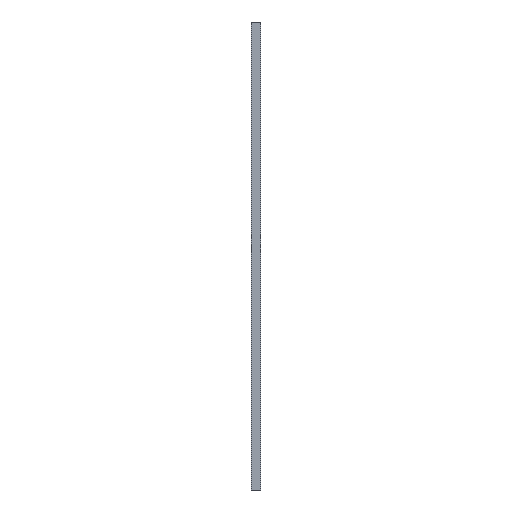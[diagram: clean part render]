
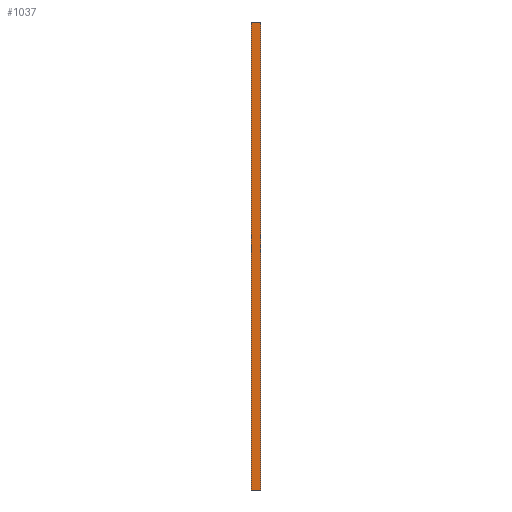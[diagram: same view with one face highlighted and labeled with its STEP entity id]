
A CAD part, left-side view. The second image highlights one B-rep face of the part: STEP entity #1037.
In plain terms, the highlighted planar face has unit normal (-1, 0, 0).
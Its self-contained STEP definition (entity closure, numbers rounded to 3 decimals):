
#13=DIRECTION('',(0.,0.,1.));
#14=VECTOR('',#13,100.);
#15=CARTESIAN_POINT('',(0.,0.,-100.));
#16=LINE('',#15,#14);
#225=DIRECTION('',(0.,1.,0.));
#226=VECTOR('',#225,2.);
#227=CARTESIAN_POINT('',(0.,0.,0.));
#228=LINE('',#227,#226);
#229=DIRECTION('',(0.,1.,0.));
#230=VECTOR('',#229,2.);
#231=CARTESIAN_POINT('',(0.,0.,-100.));
#232=LINE('',#231,#230);
#245=DIRECTION('',(0.,0.,1.));
#246=VECTOR('',#245,100.);
#247=CARTESIAN_POINT('',(0.,2.,-100.));
#248=LINE('',#247,#246);
#657=CARTESIAN_POINT('',(0.,0.,0.));
#659=VERTEX_POINT('',#657);
#663=CARTESIAN_POINT('',(0.,0.,-100.));
#664=VERTEX_POINT('',#663);
#665=CARTESIAN_POINT('',(0.,2.,0.));
#667=VERTEX_POINT('',#665);
#671=CARTESIAN_POINT('',(0.,2.,-100.));
#672=VERTEX_POINT('',#671);
#1024=CARTESIAN_POINT('',(0.,0.,-100.));
#1025=DIRECTION('',(-1.,0.,0.));
#1026=DIRECTION('',(0.,0.,1.));
#1027=AXIS2_PLACEMENT_3D('',#1024,#1025,#1026);
#1028=PLANE('',#1027);
#1029=ORIENTED_EDGE('',*,*,#876,.F.);
#1031=ORIENTED_EDGE('',*,*,#1030,.T.);
#1033=ORIENTED_EDGE('',*,*,#1032,.T.);
#1034=ORIENTED_EDGE('',*,*,#1015,.F.);
#1035=EDGE_LOOP('',(#1029,#1031,#1033,#1034));
#1036=FACE_OUTER_BOUND('',#1035,.F.);
#876=EDGE_CURVE('',#664,#659,#16,.T.);
#1015=EDGE_CURVE('',#659,#667,#228,.T.);
#1030=EDGE_CURVE('',#664,#672,#232,.T.);
#1032=EDGE_CURVE('',#672,#667,#248,.T.);
#1037=ADVANCED_FACE('',(#1036),#1028,.T.);
